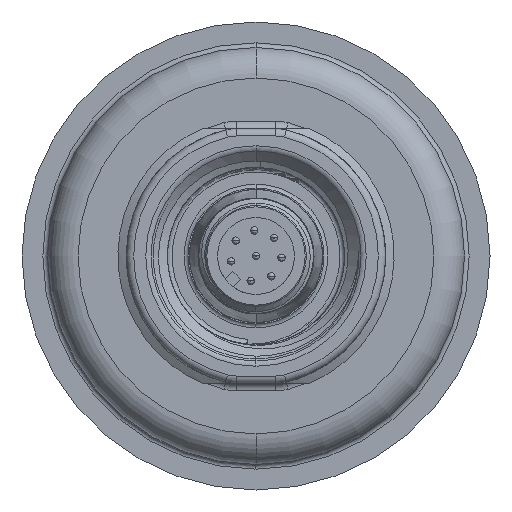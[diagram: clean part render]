
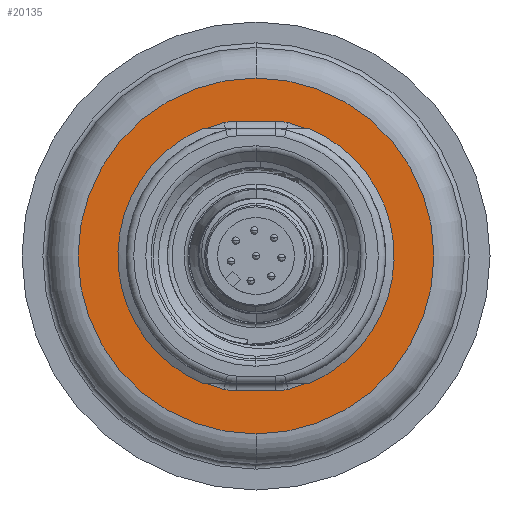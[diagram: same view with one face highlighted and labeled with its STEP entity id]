
A CAD part, front view. The second image highlights one B-rep face of the part: STEP entity #20135.
In plain terms, the highlighted planar face has unit normal (0, -1, 0).
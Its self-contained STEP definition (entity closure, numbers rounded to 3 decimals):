
#2676=CARTESIAN_POINT('',(0.,0.,0.));
#2677=DIRECTION('',(0.,1.,0.));
#2678=DIRECTION('',(0.,0.,-1.));
#2679=AXIS2_PLACEMENT_3D('',#2676,#2677,#2678);
#2681=CARTESIAN_POINT('',(0.,0.,0.));
#2682=DIRECTION('',(0.,-1.,0.));
#2683=DIRECTION('',(0.,0.,-1.));
#2684=AXIS2_PLACEMENT_3D('',#2681,#2682,#2683);
#2686=CARTESIAN_POINT('',(0.,0.,0.));
#2687=DIRECTION('',(0.,-1.,0.));
#2688=DIRECTION('',(-0.234,0.,0.972));
#2689=AXIS2_PLACEMENT_3D('',#2686,#2687,#2688);
#2691=CARTESIAN_POINT('',(-2.107,0.,-8.75));
#2692=DIRECTION('',(0.,-1.,0.));
#2693=DIRECTION('',(-0.234,0.,-0.972));
#2694=AXIS2_PLACEMENT_3D('',#2691,#2692,#2693);
#2696=DIRECTION('',(1.,0.,0.));
#2697=VECTOR('',#2696,4.213);
#2698=CARTESIAN_POINT('',(-2.107,0.,-14.55));
#2699=LINE('',#2698,#2697);
#2700=CARTESIAN_POINT('',(2.107,0.,-8.75));
#2701=DIRECTION('',(0.,-1.,0.));
#2702=DIRECTION('',(0.,0.,-1.));
#2703=AXIS2_PLACEMENT_3D('',#2700,#2701,#2702);
#2705=CARTESIAN_POINT('',(0.,0.,0.));
#2706=DIRECTION('',(0.,-1.,0.));
#2707=DIRECTION('',(0.234,0.,-0.972));
#2708=AXIS2_PLACEMENT_3D('',#2705,#2706,#2707);
#2710=CARTESIAN_POINT('',(2.107,0.,8.75));
#2711=DIRECTION('',(0.,-1.,0.));
#2712=DIRECTION('',(0.234,0.,0.972));
#2713=AXIS2_PLACEMENT_3D('',#2710,#2711,#2712);
#2715=DIRECTION('',(-1.,0.,0.));
#2716=VECTOR('',#2715,4.213);
#2717=CARTESIAN_POINT('',(2.107,0.,14.55));
#2718=LINE('',#2717,#2716);
#2719=CARTESIAN_POINT('',(-2.107,0.,8.75));
#2720=DIRECTION('',(0.,-1.,0.));
#2721=DIRECTION('',(0.,0.,1.));
#2722=AXIS2_PLACEMENT_3D('',#2719,#2720,#2721);
#13721=CARTESIAN_POINT('',(0.,0.,-19.2));
#13723=VERTEX_POINT('',#13721);
#13725=CARTESIAN_POINT('',(0.,0.,19.2));
#13727=VERTEX_POINT('',#13725);
#13941=CARTESIAN_POINT('',(-3.464,0.,14.389));
#13942=CARTESIAN_POINT('',(-3.464,0.,-14.389));
#13943=VERTEX_POINT('',#13941);
#13944=VERTEX_POINT('',#13942);
#13949=CARTESIAN_POINT('',(3.464,0.,-14.389));
#13950=CARTESIAN_POINT('',(3.464,0.,14.389));
#13951=VERTEX_POINT('',#13949);
#13952=VERTEX_POINT('',#13950);
#14006=CARTESIAN_POINT('',(2.107,0.,14.55));
#14007=VERTEX_POINT('',#14006);
#14010=CARTESIAN_POINT('',(-2.107,0.,14.55));
#14011=VERTEX_POINT('',#14010);
#14014=CARTESIAN_POINT('',(-2.107,0.,-14.55));
#14015=VERTEX_POINT('',#14014);
#14018=CARTESIAN_POINT('',(2.107,0.,-14.55));
#14019=VERTEX_POINT('',#14018);
#20108=CARTESIAN_POINT('',(0.,0.,0.));
#20109=DIRECTION('',(0.,-1.,0.));
#20110=DIRECTION('',(0.,0.,1.));
#20111=AXIS2_PLACEMENT_3D('',#20108,#20109,#20110);
#20112=PLANE('',#20111);
#20113=ORIENTED_EDGE('',*,*,#20090,.T.);
#20114=ORIENTED_EDGE('',*,*,#20101,.F.);
#20115=EDGE_LOOP('',(#20113,#20114));
#20116=FACE_OUTER_BOUND('',#20115,.F.);
#20118=ORIENTED_EDGE('',*,*,#20117,.T.);
#20120=ORIENTED_EDGE('',*,*,#20119,.T.);
#20122=ORIENTED_EDGE('',*,*,#20121,.T.);
#20124=ORIENTED_EDGE('',*,*,#20123,.T.);
#20126=ORIENTED_EDGE('',*,*,#20125,.T.);
#20128=ORIENTED_EDGE('',*,*,#20127,.T.);
#20130=ORIENTED_EDGE('',*,*,#20129,.T.);
#20132=ORIENTED_EDGE('',*,*,#20131,.T.);
#20133=EDGE_LOOP('',(#20118,#20120,#20122,#20124,#20126,#20128,#20130,#20132));
#20134=FACE_BOUND('',#20133,.F.);
#20135=ADVANCED_FACE('',(#20116,#20134),#20112,.T.);
#2680=CIRCLE('',#2679,19.2);
#2685=CIRCLE('',#2684,19.2);
#2690=CIRCLE('',#2689,14.8);
#2695=CIRCLE('',#2694,5.8);
#2704=CIRCLE('',#2703,5.8);
#2709=CIRCLE('',#2708,14.8);
#2714=CIRCLE('',#2713,5.8);
#2723=CIRCLE('',#2722,5.8);
#20090=EDGE_CURVE('',#13723,#13727,#2680,.T.);
#20101=EDGE_CURVE('',#13723,#13727,#2685,.T.);
#20117=EDGE_CURVE('',#13943,#13944,#2690,.T.);
#20119=EDGE_CURVE('',#13944,#14015,#2695,.T.);
#20121=EDGE_CURVE('',#14015,#14019,#2699,.T.);
#20123=EDGE_CURVE('',#14019,#13951,#2704,.T.);
#20125=EDGE_CURVE('',#13951,#13952,#2709,.T.);
#20127=EDGE_CURVE('',#13952,#14007,#2714,.T.);
#20129=EDGE_CURVE('',#14007,#14011,#2718,.T.);
#20131=EDGE_CURVE('',#14011,#13943,#2723,.T.);
